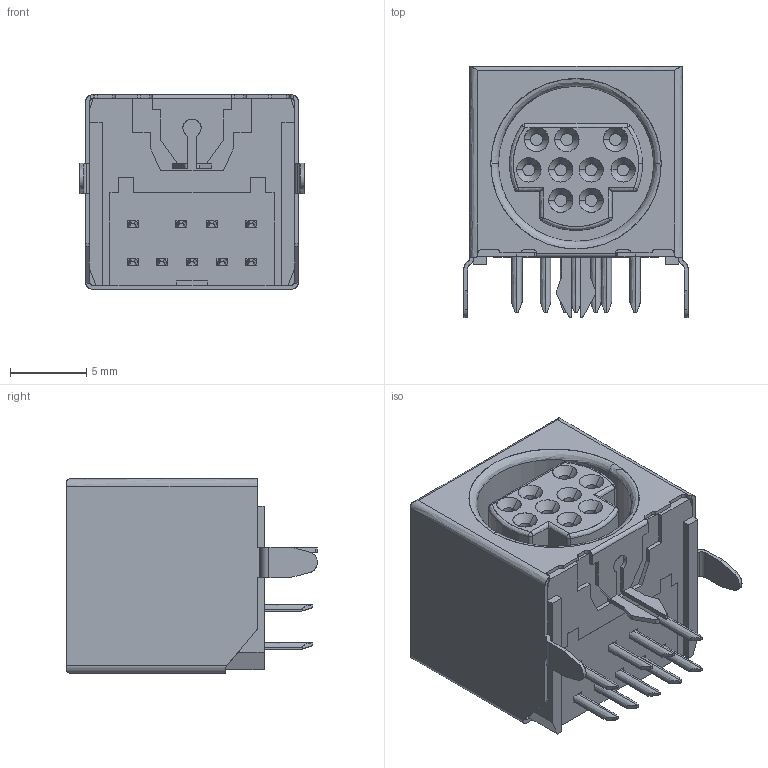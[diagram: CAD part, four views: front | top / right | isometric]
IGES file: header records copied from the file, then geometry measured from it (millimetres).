
Start section: SolidWorks IGES file using analytic representation for surfaces
Global section: file name: CKelleher'KMDGX-9S-BS-1_A1.IGS; native system: SolidWorks 2018; preprocessor: SolidWorks 2018; author: Ckelleher; date: 190116.093758; units: millimetre
Bounding box: 14.75 x 16.5 x 12.8 mm (x, y, z)
Surface area: 1745.9 mm2 (no closed solid volume)
Topology: 0 solids, 0 shells, 415 faces, 3083 edges, 3077 vertices
Faces by surface type: bspline 279, revolution 136
